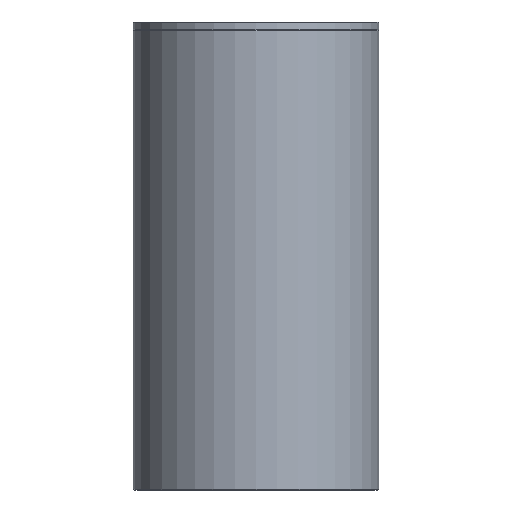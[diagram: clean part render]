
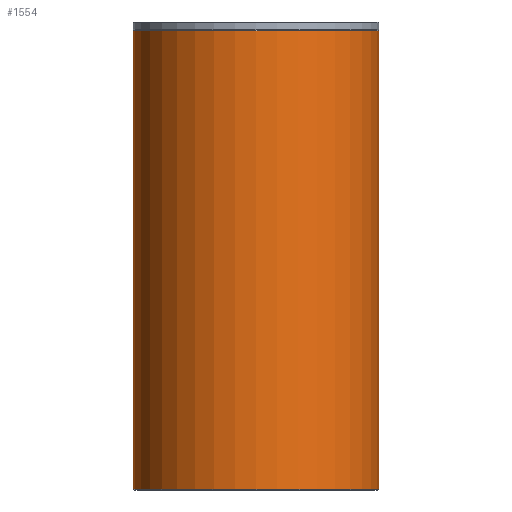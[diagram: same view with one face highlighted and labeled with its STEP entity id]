
A CAD part, front view. The second image highlights one B-rep face of the part: STEP entity #1554.
In plain terms, the highlighted cylindrical face has radius 30.15 mm (diameter 60.3 mm), a full revolution.
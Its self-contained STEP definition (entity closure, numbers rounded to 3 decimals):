
#76=B_SPLINE_CURVE_WITH_KNOTS('',3,(#4647,#4648,#4649,#4650,#4651,#4652,
#4653,#4654,#4655,#4656,#4657),.UNSPECIFIED.,.T.,.F.,(1,1,1,1,1,1,1,1,1,
1,1,1,1,1,1),(-0.006,-0.004,-0.002,
0.,0.002,0.004,0.006,0.008,
0.009,0.011,0.013,0.015,
0.017,0.019,0.021),.UNSPECIFIED.);
#77=B_SPLINE_CURVE_WITH_KNOTS('',3,(#4663,#4664,#4665,#4666,#4667,#4668,
#4669,#4670,#4671,#4672,#4673),.UNSPECIFIED.,.T.,.F.,(1,1,1,1,1,1,1,1,1,
1,1,1,1,1,1),(-0.004,-0.002,-0.001,
0.,0.001,0.002,0.004,0.005,
0.006,0.007,0.008,0.009,
0.011,0.012,0.013),.UNSPECIFIED.);
#286=CYLINDRICAL_SURFACE('',#1800,30.15);
#446=ORIENTED_EDGE('',*,*,#769,.F.);
#447=ORIENTED_EDGE('',*,*,#770,.T.);
#448=ORIENTED_EDGE('',*,*,#771,.T.);
#449=ORIENTED_EDGE('',*,*,#772,.T.);
#769=EDGE_CURVE('',#952,#952,#76,.T.);
#770=EDGE_CURVE('',#953,#953,#1078,.F.);
#771=EDGE_CURVE('',#954,#954,#1079,.T.);
#772=EDGE_CURVE('',#955,#955,#77,.T.);
#952=VERTEX_POINT('',#4658);
#953=VERTEX_POINT('',#4660);
#954=VERTEX_POINT('',#4662);
#955=VERTEX_POINT('',#4674);
#1078=CIRCLE('',#1801,30.15);
#1079=CIRCLE('',#1802,30.15);
#1195=EDGE_LOOP('',(#446));
#1196=EDGE_LOOP('',(#447));
#1197=EDGE_LOOP('',(#448));
#1198=EDGE_LOOP('',(#449));
#1372=FACE_BOUND('',#1195,.T.);
#1373=FACE_BOUND('',#1196,.T.);
#1374=FACE_BOUND('',#1197,.T.);
#1375=FACE_BOUND('',#1198,.T.);
#1554=ADVANCED_FACE('',(#1372,#1373,#1374,#1375),#286,.T.);
#1800=AXIS2_PLACEMENT_3D('',#4646,#2099,#2100);
#1801=AXIS2_PLACEMENT_3D('',#4659,#2101,#2102);
#1802=AXIS2_PLACEMENT_3D('',#4661,#2103,#2104);
#2099=DIRECTION('',(0.,0.,1.));
#2100=DIRECTION('',(1.,0.,0.));
#2101=DIRECTION('',(0.,0.,1.));
#2102=DIRECTION('',(1.,0.,0.));
#2103=DIRECTION('',(0.,0.,1.));
#2104=DIRECTION('',(1.,0.,0.));
#4646=CARTESIAN_POINT('',(0.,0.,0.));
#4647=CARTESIAN_POINT('',(-0.02,30.174,77.251));
#4648=CARTESIAN_POINT('',(-1.904,30.1,78.113));
#4649=CARTESIAN_POINT('',(-2.616,30.034,80.026));
#4650=CARTESIAN_POINT('',(-1.871,30.103,81.919));
#4651=CARTESIAN_POINT('',(0.021,30.174,82.749));
#4652=CARTESIAN_POINT('',(1.903,30.1,81.886));
#4653=CARTESIAN_POINT('',(2.616,30.034,79.978));
#4654=CARTESIAN_POINT('',(1.873,30.103,78.082));
#4655=CARTESIAN_POINT('',(-0.02,30.174,77.251));
#4656=CARTESIAN_POINT('',(-1.904,30.1,78.113));
#4657=CARTESIAN_POINT('',(-2.616,30.034,80.026));
#4658=CARTESIAN_POINT('',(-1.709,30.102,78.288));
#4659=CARTESIAN_POINT('',(0.,0.,112.8));
#4660=CARTESIAN_POINT('',(30.15,0.,112.8));
#4661=CARTESIAN_POINT('',(0.,0.,0.2));
#4662=CARTESIAN_POINT('',(30.15,0.,0.2));
#4663=CARTESIAN_POINT('',(1.177,30.131,86.675));
#4664=CARTESIAN_POINT('',(0.,30.159,87.163));
#4665=CARTESIAN_POINT('',(-1.175,30.131,86.675));
#4666=CARTESIAN_POINT('',(-1.662,30.103,85.501));
#4667=CARTESIAN_POINT('',(-1.177,30.131,84.325));
#4668=CARTESIAN_POINT('',(0.,30.159,83.837));
#4669=CARTESIAN_POINT('',(1.175,30.131,84.325));
#4670=CARTESIAN_POINT('',(1.662,30.103,85.499));
#4671=CARTESIAN_POINT('',(1.177,30.131,86.675));
#4672=CARTESIAN_POINT('',(0.,30.159,87.163));
#4673=CARTESIAN_POINT('',(-1.175,30.131,86.675));
#4674=CARTESIAN_POINT('',(0.,30.15,87.));
